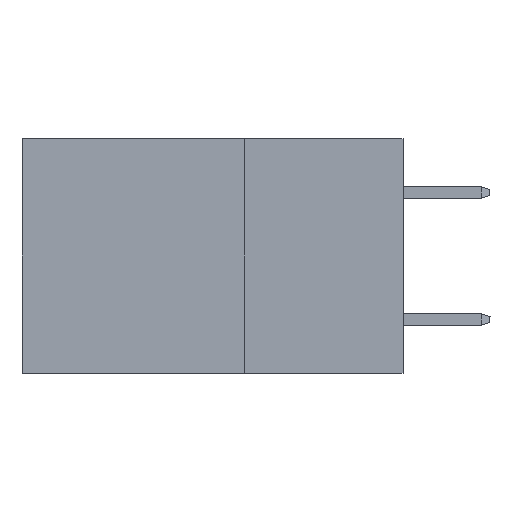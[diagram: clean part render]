
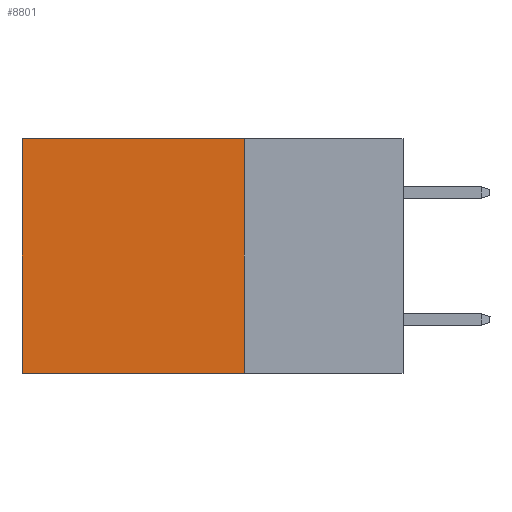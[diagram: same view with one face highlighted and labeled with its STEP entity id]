
A CAD part, left-side view. The second image highlights one B-rep face of the part: STEP entity #8801.
In plain terms, the highlighted planar face has unit normal (-1, 0, 0).
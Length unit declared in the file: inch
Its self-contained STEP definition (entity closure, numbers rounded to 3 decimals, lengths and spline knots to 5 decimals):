
#153 = DIRECTION ( 'NONE',  ( 0., 1., 0. ) ) ;
#763 = DIRECTION ( 'NONE',  ( 0., 1., 0. ) ) ;
#779 = CARTESIAN_POINT ( 'NONE',  ( 0.2875, 0.25, 0. ) ) ;
#1682 = CARTESIAN_POINT ( 'NONE',  ( 0.2875, 0.25, 0. ) ) ;
#1825 = CARTESIAN_POINT ( 'NONE',  ( 0.2875, 0.25, -0.37 ) ) ;
#2638 = CARTESIAN_POINT ( 'NONE',  ( 0.2875, 0.25, 0. ) ) ;
#3044 = VERTEX_POINT ( 'NONE', #15813 ) ;
#3510 = ORIENTED_EDGE ( 'NONE', *, *, #16985, .T. ) ;
#3967 = LINE ( 'NONE', #17653, #11051 ) ;
#5173 = CARTESIAN_POINT ( 'NONE',  ( 0.2875, 0.25, -0.37 ) ) ;
#6980 = DIRECTION ( 'NONE',  ( 0., 0., -1. ) ) ;
#7938 = VECTOR ( 'NONE', #6980, 39.37008 ) ;
#8380 = EDGE_CURVE ( 'NONE', #3044, #18853, #20919, .T. ) ;
#8801 = ADVANCED_FACE ( 'NONE', ( #10140 ), #26211, .F. ) ;
#9912 = LINE ( 'NONE', #5173, #17405 ) ;
#10140 = FACE_OUTER_BOUND ( 'NONE', #19927, .T. ) ;
#11051 = VECTOR ( 'NONE', #21879, 39.37008 ) ;
#11348 = AXIS2_PLACEMENT_3D ( 'NONE', #1682, #23317, #21814 ) ;
#12224 = VERTEX_POINT ( 'NONE', #23355 ) ;
#14014 = LINE ( 'NONE', #2638, #14355 ) ;
#14355 = VECTOR ( 'NONE', #153, 39.37008 ) ;
#15614 = VERTEX_POINT ( 'NONE', #28904 ) ;
#15813 = CARTESIAN_POINT ( 'NONE',  ( 0.2875, 0.25, 0. ) ) ;
#16486 = EDGE_CURVE ( 'NONE', #15614, #12224, #3967, .T. ) ;
#16985 = EDGE_CURVE ( 'NONE', #3044, #15614, #14014, .T. ) ;
#17405 = VECTOR ( 'NONE', #763, 39.37008 ) ;
#17653 = CARTESIAN_POINT ( 'NONE',  ( 0.2875, 0.6, 0. ) ) ;
#18853 = VERTEX_POINT ( 'NONE', #1825 ) ;
#19927 = EDGE_LOOP ( 'NONE', ( #28774, #21440, #23200, #3510 ) ) ;
#20919 = LINE ( 'NONE', #779, #7938 ) ;
#21440 = ORIENTED_EDGE ( 'NONE', *, *, #24696, .F. ) ;
#21814 = DIRECTION ( 'NONE',  ( 0., 0., -1. ) ) ;
#21879 = DIRECTION ( 'NONE',  ( 0., 0., -1. ) ) ;
#23200 = ORIENTED_EDGE ( 'NONE', *, *, #8380, .F. ) ;
#23317 = DIRECTION ( 'NONE',  ( 1., 0., 0. ) ) ;
#23355 = CARTESIAN_POINT ( 'NONE',  ( 0.2875, 0.6, -0.37 ) ) ;
#24696 = EDGE_CURVE ( 'NONE', #18853, #12224, #9912, .T. ) ;
#26211 = PLANE ( 'NONE',  #11348 ) ;
#28774 = ORIENTED_EDGE ( 'NONE', *, *, #16486, .T. ) ;
#28904 = CARTESIAN_POINT ( 'NONE',  ( 0.2875, 0.6, 0. ) ) ;
